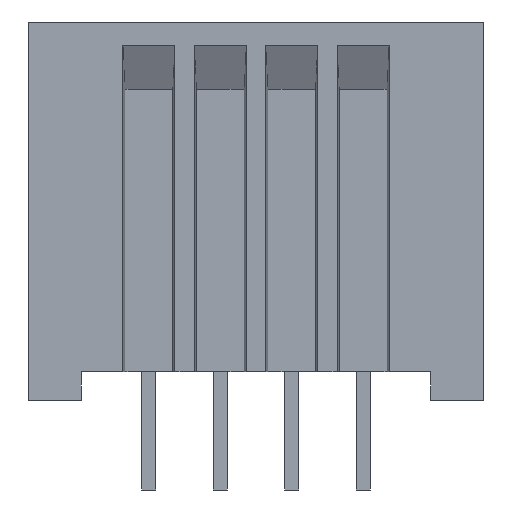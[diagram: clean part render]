
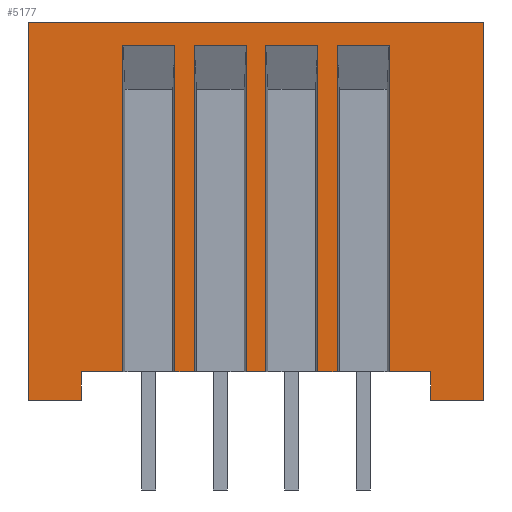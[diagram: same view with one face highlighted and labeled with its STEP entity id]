
A CAD part, front view. The second image highlights one B-rep face of the part: STEP entity #5177.
In plain terms, the highlighted planar face has unit normal (0, -1, 0).
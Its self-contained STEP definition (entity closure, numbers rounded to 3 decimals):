
#42=DIRECTION('',(1.,0.,0.));
#43=VECTOR('',#42,16.22);
#44=CARTESIAN_POINT('',(-8.11,-5.08,0.));
#45=LINE('',#44,#43);
#382=DIRECTION('',(1.,0.,0.));
#383=VECTOR('',#382,1.475);
#384=CARTESIAN_POINT('',(4.735,-5.08,-12.45));
#385=LINE('',#384,#383);
#558=DIRECTION('',(1.,0.,0.));
#559=VECTOR('',#558,1.475);
#560=CARTESIAN_POINT('',(-6.21,-5.08,-12.45));
#561=LINE('',#560,#559);
#566=DIRECTION('',(1.,0.,0.));
#567=VECTOR('',#566,0.69);
#568=CARTESIAN_POINT('',(-2.885,-5.08,-12.45));
#569=LINE('',#568,#567);
#574=DIRECTION('',(1.,0.,0.));
#575=VECTOR('',#574,0.69);
#576=CARTESIAN_POINT('',(-0.345,-5.08,-12.45));
#577=LINE('',#576,#575);
#582=DIRECTION('',(1.,0.,0.));
#583=VECTOR('',#582,0.69);
#584=CARTESIAN_POINT('',(2.195,-5.08,-12.45));
#585=LINE('',#584,#583);
#826=DIRECTION('',(0.,0.,-1.));
#827=VECTOR('',#826,11.611);
#828=CARTESIAN_POINT('',(2.885,-5.08,-0.839));
#829=LINE('',#828,#827);
#830=DIRECTION('',(0.,0.,1.));
#831=VECTOR('',#830,11.611);
#832=CARTESIAN_POINT('',(2.195,-5.08,-12.45));
#833=LINE('',#832,#831);
#834=DIRECTION('',(-1.,0.,0.));
#835=VECTOR('',#834,1.85);
#836=CARTESIAN_POINT('',(2.195,-5.08,-0.839));
#837=LINE('',#836,#835);
#838=DIRECTION('',(0.,0.,-1.));
#839=VECTOR('',#838,11.611);
#840=CARTESIAN_POINT('',(0.345,-5.08,-0.839));
#841=LINE('',#840,#839);
#842=DIRECTION('',(0.,0.,1.));
#843=VECTOR('',#842,11.611);
#844=CARTESIAN_POINT('',(-0.345,-5.08,-12.45));
#845=LINE('',#844,#843);
#846=DIRECTION('',(-1.,0.,0.));
#847=VECTOR('',#846,1.85);
#848=CARTESIAN_POINT('',(-0.345,-5.08,-0.839));
#849=LINE('',#848,#847);
#850=DIRECTION('',(0.,0.,-1.));
#851=VECTOR('',#850,11.611);
#852=CARTESIAN_POINT('',(-2.195,-5.08,-0.839));
#853=LINE('',#852,#851);
#854=DIRECTION('',(0.,0.,1.));
#855=VECTOR('',#854,11.611);
#856=CARTESIAN_POINT('',(-2.885,-5.08,-12.45));
#857=LINE('',#856,#855);
#858=DIRECTION('',(-1.,0.,0.));
#859=VECTOR('',#858,1.85);
#860=CARTESIAN_POINT('',(-2.885,-5.08,-0.839));
#861=LINE('',#860,#859);
#862=DIRECTION('',(0.,0.,-1.));
#863=VECTOR('',#862,11.611);
#864=CARTESIAN_POINT('',(-4.735,-5.08,-0.839));
#865=LINE('',#864,#863);
#866=DIRECTION('',(0.,0.,-1.));
#867=VECTOR('',#866,1.);
#868=CARTESIAN_POINT('',(-6.21,-5.08,-12.45));
#869=LINE('',#868,#867);
#870=DIRECTION('',(0.,0.,1.));
#871=VECTOR('',#870,13.45);
#872=CARTESIAN_POINT('',(-8.11,-5.08,-13.45));
#873=LINE('',#872,#871);
#874=DIRECTION('',(0.,0.,1.));
#875=VECTOR('',#874,11.611);
#876=CARTESIAN_POINT('',(4.735,-5.08,-12.45));
#877=LINE('',#876,#875);
#878=DIRECTION('',(-1.,0.,0.));
#879=VECTOR('',#878,1.85);
#880=CARTESIAN_POINT('',(4.735,-5.08,-0.839));
#881=LINE('',#880,#879);
#982=DIRECTION('',(-1.,0.,0.));
#983=VECTOR('',#982,1.9);
#984=CARTESIAN_POINT('',(-6.21,-5.08,-13.45));
#985=LINE('',#984,#983);
#1042=DIRECTION('',(-1.,0.,0.));
#1043=VECTOR('',#1042,1.9);
#1044=CARTESIAN_POINT('',(8.11,-5.08,-13.45));
#1045=LINE('',#1044,#1043);
#1186=DIRECTION('',(0.,0.,1.));
#1187=VECTOR('',#1186,13.45);
#1188=CARTESIAN_POINT('',(8.11,-5.08,-13.45));
#1189=LINE('',#1188,#1187);
#1270=DIRECTION('',(0.,0.,-1.));
#1271=VECTOR('',#1270,1.);
#1272=CARTESIAN_POINT('',(6.21,-5.08,-12.45));
#1273=LINE('',#1272,#1271);
#3270=CARTESIAN_POINT('',(-8.11,-5.08,0.));
#3271=VERTEX_POINT('',#3270);
#3272=CARTESIAN_POINT('',(8.11,-5.08,0.));
#3273=VERTEX_POINT('',#3272);
#3314=CARTESIAN_POINT('',(-4.735,-5.08,-0.839));
#3315=CARTESIAN_POINT('',(-4.735,-5.08,-12.45));
#3316=VERTEX_POINT('',#3314);
#3317=VERTEX_POINT('',#3315);
#3323=CARTESIAN_POINT('',(-2.885,-5.08,-0.839));
#3325=VERTEX_POINT('',#3323);
#3326=CARTESIAN_POINT('',(-2.885,-5.08,-12.45));
#3327=VERTEX_POINT('',#3326);
#3410=CARTESIAN_POINT('',(-8.11,-5.08,-13.45));
#3412=VERTEX_POINT('',#3410);
#3416=CARTESIAN_POINT('',(-6.21,-5.08,-13.45));
#3417=VERTEX_POINT('',#3416);
#3442=CARTESIAN_POINT('',(8.11,-5.08,-13.45));
#3443=CARTESIAN_POINT('',(6.21,-5.08,-13.45));
#3444=VERTEX_POINT('',#3442);
#3445=VERTEX_POINT('',#3443);
#3478=CARTESIAN_POINT('',(-6.21,-5.08,-12.45));
#3479=VERTEX_POINT('',#3478);
#3502=CARTESIAN_POINT('',(6.21,-5.08,-12.45));
#3504=VERTEX_POINT('',#3502);
#3659=CARTESIAN_POINT('',(-2.195,-5.08,-12.45));
#3661=VERTEX_POINT('',#3659);
#3662=CARTESIAN_POINT('',(-0.345,-5.08,-12.45));
#3664=VERTEX_POINT('',#3662);
#3819=CARTESIAN_POINT('',(0.345,-5.08,-12.45));
#3821=VERTEX_POINT('',#3819);
#3822=CARTESIAN_POINT('',(2.195,-5.08,-12.45));
#3824=VERTEX_POINT('',#3822);
#3978=CARTESIAN_POINT('',(-2.195,-5.08,-0.839));
#3979=VERTEX_POINT('',#3978);
#3983=CARTESIAN_POINT('',(-0.345,-5.08,-0.839));
#3985=VERTEX_POINT('',#3983);
#4026=CARTESIAN_POINT('',(0.345,-5.08,-0.839));
#4027=VERTEX_POINT('',#4026);
#4031=CARTESIAN_POINT('',(2.195,-5.08,-0.839));
#4033=VERTEX_POINT('',#4031);
#4075=CARTESIAN_POINT('',(2.885,-5.08,-12.45));
#4077=VERTEX_POINT('',#4075);
#4078=CARTESIAN_POINT('',(4.735,-5.08,-12.45));
#4080=VERTEX_POINT('',#4078);
#4234=CARTESIAN_POINT('',(2.885,-5.08,-0.839));
#4235=VERTEX_POINT('',#4234);
#4239=CARTESIAN_POINT('',(4.735,-5.08,-0.839));
#4241=VERTEX_POINT('',#4239);
#5129=CARTESIAN_POINT('',(-8.11,-5.08,0.));
#5130=DIRECTION('',(0.,-1.,0.));
#5131=DIRECTION('',(1.,0.,0.));
#5132=AXIS2_PLACEMENT_3D('',#5129,#5130,#5131);
#5133=PLANE('',#5132);
#5134=ORIENTED_EDGE('',*,*,#5121,.T.);
#5135=ORIENTED_EDGE('',*,*,#4605,.F.);
#5137=ORIENTED_EDGE('',*,*,#5136,.T.);
#5139=ORIENTED_EDGE('',*,*,#5138,.T.);
#5141=ORIENTED_EDGE('',*,*,#5140,.T.);
#5142=ORIENTED_EDGE('',*,*,#4597,.F.);
#5144=ORIENTED_EDGE('',*,*,#5143,.T.);
#5146=ORIENTED_EDGE('',*,*,#5145,.T.);
#5148=ORIENTED_EDGE('',*,*,#5147,.T.);
#5149=ORIENTED_EDGE('',*,*,#4589,.F.);
#5151=ORIENTED_EDGE('',*,*,#5150,.T.);
#5153=ORIENTED_EDGE('',*,*,#5152,.T.);
#5155=ORIENTED_EDGE('',*,*,#5154,.T.);
#5156=ORIENTED_EDGE('',*,*,#4581,.F.);
#5158=ORIENTED_EDGE('',*,*,#5157,.T.);
#5160=ORIENTED_EDGE('',*,*,#5159,.T.);
#5162=ORIENTED_EDGE('',*,*,#5161,.T.);
#5163=ORIENTED_EDGE('',*,*,#4307,.T.);
#5165=ORIENTED_EDGE('',*,*,#5164,.F.);
#5167=ORIENTED_EDGE('',*,*,#5166,.T.);
#5169=ORIENTED_EDGE('',*,*,#5168,.F.);
#5170=ORIENTED_EDGE('',*,*,#4483,.F.);
#5172=ORIENTED_EDGE('',*,*,#5171,.T.);
#5174=ORIENTED_EDGE('',*,*,#5173,.T.);
#5175=EDGE_LOOP('',(#5134,#5135,#5137,#5139,#5141,#5142,#5144,#5146,#5148,#5149,
#5151,#5153,#5155,#5156,#5158,#5160,#5162,#5163,#5165,#5167,#5169,#5170,#5172,
#5174));
#5176=FACE_OUTER_BOUND('',#5175,.F.);
#5177=ADVANCED_FACE('',(#5176),#5133,.T.);
#4307=EDGE_CURVE('',#3271,#3273,#45,.T.);
#4483=EDGE_CURVE('',#4080,#3504,#385,.T.);
#4581=EDGE_CURVE('',#3479,#3317,#561,.T.);
#4589=EDGE_CURVE('',#3327,#3661,#569,.T.);
#4597=EDGE_CURVE('',#3664,#3821,#577,.T.);
#4605=EDGE_CURVE('',#3824,#4077,#585,.T.);
#5121=EDGE_CURVE('',#4235,#4077,#829,.T.);
#5136=EDGE_CURVE('',#3824,#4033,#833,.T.);
#5138=EDGE_CURVE('',#4033,#4027,#837,.T.);
#5140=EDGE_CURVE('',#4027,#3821,#841,.T.);
#5143=EDGE_CURVE('',#3664,#3985,#845,.T.);
#5145=EDGE_CURVE('',#3985,#3979,#849,.T.);
#5147=EDGE_CURVE('',#3979,#3661,#853,.T.);
#5150=EDGE_CURVE('',#3327,#3325,#857,.T.);
#5152=EDGE_CURVE('',#3325,#3316,#861,.T.);
#5154=EDGE_CURVE('',#3316,#3317,#865,.T.);
#5157=EDGE_CURVE('',#3479,#3417,#869,.T.);
#5159=EDGE_CURVE('',#3417,#3412,#985,.T.);
#5161=EDGE_CURVE('',#3412,#3271,#873,.T.);
#5164=EDGE_CURVE('',#3444,#3273,#1189,.T.);
#5166=EDGE_CURVE('',#3444,#3445,#1045,.T.);
#5168=EDGE_CURVE('',#3504,#3445,#1273,.T.);
#5171=EDGE_CURVE('',#4080,#4241,#877,.T.);
#5173=EDGE_CURVE('',#4241,#4235,#881,.T.);
